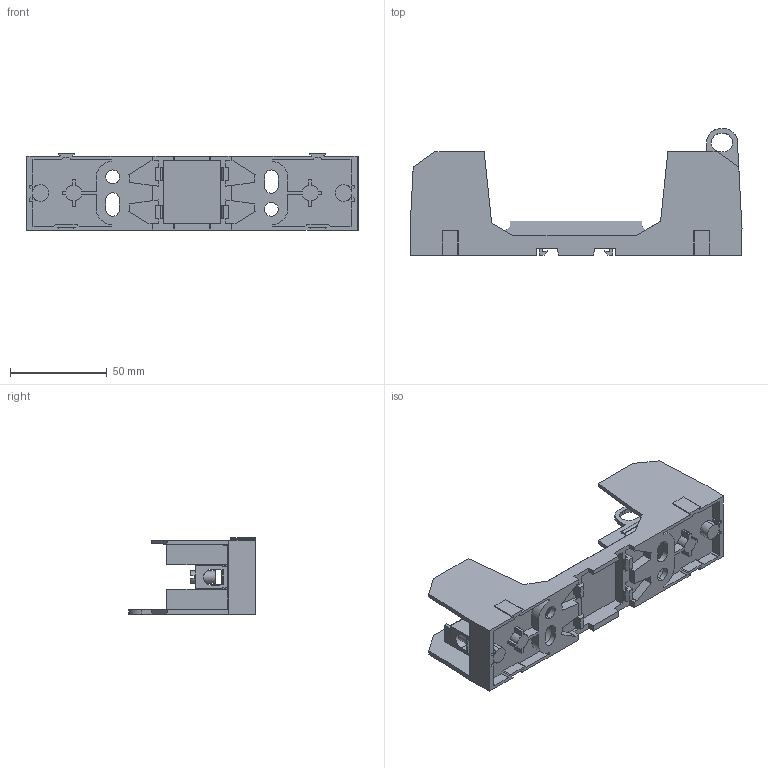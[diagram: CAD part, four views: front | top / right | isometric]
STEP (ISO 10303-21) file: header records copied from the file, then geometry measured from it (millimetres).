
FILE_DESCRIPTION (( 'STEP AP203' ), '1' );
FILE_NAME ('RM60060-1CR.STEP', '2023-05-22T17:30:35', ( '' ), ( '' ), 'SwSTEP 2.0', 'SolidWorks 2021', '' );
FILE_SCHEMA (( 'CONFIG_CONTROL_DESIGN' ));
Length unit declared in the file: inch
Products named in the file (1): RM60060-1CR
Bounding box: 171.57 x 65.5 x 39.61 mm (x, y, z)
Volume: 84224.4 mm3; surface area: 49670 mm2
Topology: 7 solids, 7 shells, 797 faces, 2345 edges, 1558 vertices
Faces by surface type: plane 467, cylinder 219, bspline 111
Entity records: 27621 total; most frequent: CARTESIAN_POINT 7026, ORIENTED_EDGE 4690, DIRECTION 3843, EDGE_CURVE 2345, VECTOR 1613, LINE 1613, VERTEX_POINT 1558, AXIS2_PLACEMENT_3D 1115
